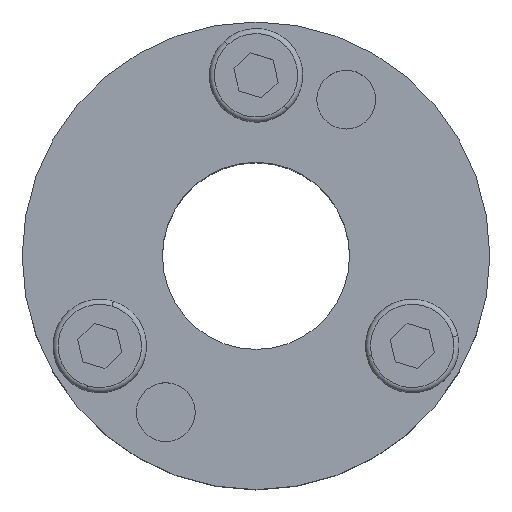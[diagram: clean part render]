
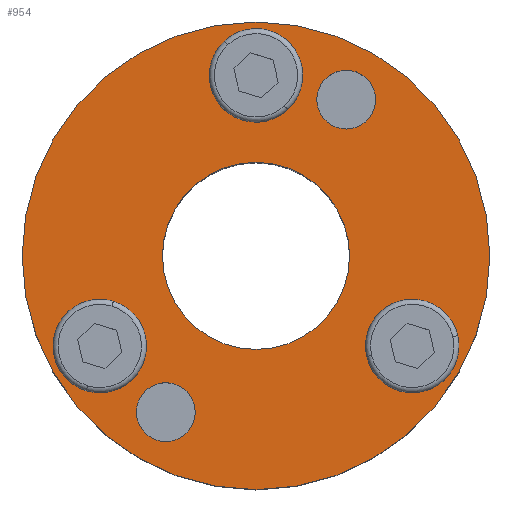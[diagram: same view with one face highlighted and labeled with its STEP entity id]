
A CAD part, top view. The second image highlights one B-rep face of the part: STEP entity #954.
In plain terms, the highlighted planar face has unit normal (0, 0, 1).
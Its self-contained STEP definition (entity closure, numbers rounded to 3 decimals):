
#7 = ORIENTED_EDGE ( 'NONE', *, *, #1095, .F. ) ;
#8 = ORIENTED_EDGE ( 'NONE', *, *, #682, .F. ) ;
#25 = VERTEX_POINT ( 'NONE', #1394 ) ;
#32 = EDGE_LOOP ( 'NONE', ( #1694, #7 ) ) ;
#52 = EDGE_CURVE ( 'NONE', #1211, #25, #1592, .T. ) ;
#70 = ORIENTED_EDGE ( 'NONE', *, *, #703, .F. ) ;
#76 = EDGE_CURVE ( 'NONE', #1484, #1210, #1867, .T. ) ;
#80 = EDGE_LOOP ( 'NONE', ( #1129, #396 ) ) ;
#81 = EDGE_LOOP ( 'NONE', ( #1190, #1745 ) ) ;
#85 = VERTEX_POINT ( 'NONE', #1942 ) ;
#99 = EDGE_LOOP ( 'NONE', ( #8, #930 ) ) ;
#100 = EDGE_CURVE ( 'NONE', #1167, #1044, #186, .T. ) ;
#109 = VERTEX_POINT ( 'NONE', #278 ) ;
#134 = EDGE_CURVE ( 'NONE', #504, #961, #1268, .T. ) ;
#186 = CIRCLE ( 'NONE', #187, 17.5 ) ;
#187 = AXIS2_PLACEMENT_3D ( 'NONE', #188, #189, #190 ) ;
#188 = CARTESIAN_POINT ( 'NONE',  ( 0., 0., 0. ) ) ;
#189 = DIRECTION ( 'NONE',  ( 0., 0., 1. ) ) ;
#190 = DIRECTION ( 'NONE',  ( 1., 0., 0. ) ) ;
#197 = CIRCLE ( 'NONE', #198, 7. ) ;
#198 = AXIS2_PLACEMENT_3D ( 'NONE', #199, #200, #201 ) ;
#199 = CARTESIAN_POINT ( 'NONE',  ( 0., 0., 0. ) ) ;
#200 = DIRECTION ( 'NONE',  ( 0., 0., 1. ) ) ;
#201 = DIRECTION ( 'NONE',  ( 1., 0., 0. ) ) ;
#207 = CIRCLE ( 'NONE', #208, 17.5 ) ;
#208 = AXIS2_PLACEMENT_3D ( 'NONE', #209, #210, #211 ) ;
#209 = CARTESIAN_POINT ( 'NONE',  ( 0., 0., 0. ) ) ;
#210 = DIRECTION ( 'NONE',  ( 0., 0., 1. ) ) ;
#211 = DIRECTION ( 'NONE',  ( 1., 0., 0. ) ) ;
#278 = CARTESIAN_POINT ( 'NONE',  ( -7., 0., 0. ) ) ;
#279 = CARTESIAN_POINT ( 'NONE',  ( 17.5, 0., 0. ) ) ;
#294 = CIRCLE ( 'NONE', #295, 2.2 ) ;
#295 = AXIS2_PLACEMENT_3D ( 'NONE', #296, #297, #298 ) ;
#296 = CARTESIAN_POINT ( 'NONE',  ( 11.691, -6.75, 0. ) ) ;
#297 = DIRECTION ( 'NONE',  ( 0., 0., 1. ) ) ;
#298 = DIRECTION ( 'NONE',  ( -0.5, -0.866, 0. ) ) ;
#396 = ORIENTED_EDGE ( 'NONE', *, *, #1047, .F. ) ;
#399 = CIRCLE ( 'NONE', #400, 2.2 ) ;
#400 = AXIS2_PLACEMENT_3D ( 'NONE', #401, #402, #403 ) ;
#401 = CARTESIAN_POINT ( 'NONE',  ( -11.691, -6.75, 0. ) ) ;
#402 = DIRECTION ( 'NONE',  ( 0., 0., 1. ) ) ;
#403 = DIRECTION ( 'NONE',  ( -0.5, 0.866, 0. ) ) ;
#434 = CARTESIAN_POINT ( 'NONE',  ( -8.95, -11.691, 0. ) ) ;
#504 = VERTEX_POINT ( 'NONE', #1478 ) ;
#682 = EDGE_CURVE ( 'NONE', #961, #504, #1563, .T. ) ;
#703 = EDGE_CURVE ( 'NONE', #109, #1764, #1569, .T. ) ;
#740 = EDGE_LOOP ( 'NONE', ( #1086, #985 ) ) ;
#906 = ORIENTED_EDGE ( 'NONE', *, *, #100, .T. ) ;
#930 = ORIENTED_EDGE ( 'NONE', *, *, #134, .F. ) ;
#947 = EDGE_CURVE ( 'NONE', #1210, #1484, #1791, .T. ) ;
#954 = ADVANCED_FACE ( 'NONE', ( #1834, #1835, #1836, #1837, #1838, #1839, #1840 ), #1841, .F. ) ;
#961 = VERTEX_POINT ( 'NONE', #1853 ) ;
#967 = EDGE_LOOP ( 'NONE', ( #1188, #906 ) ) ;
#985 = ORIENTED_EDGE ( 'NONE', *, *, #76, .F. ) ;
#1003 = ORIENTED_EDGE ( 'NONE', *, *, #1018, .F. ) ;
#1018 = EDGE_CURVE ( 'NONE', #1764, #109, #197, .T. ) ;
#1021 = EDGE_CURVE ( 'NONE', #1044, #1167, #207, .T. ) ;
#1044 = VERTEX_POINT ( 'NONE', #279 ) ;
#1047 = EDGE_CURVE ( 'NONE', #85, #1109, #294, .T. ) ;
#1086 = ORIENTED_EDGE ( 'NONE', *, *, #947, .F. ) ;
#1095 = EDGE_CURVE ( 'NONE', #25, #1211, #1660, .T. ) ;
#1109 = VERTEX_POINT ( 'NONE', #1258 ) ;
#1122 = EDGE_LOOP ( 'NONE', ( #1003, #70 ) ) ;
#1129 = ORIENTED_EDGE ( 'NONE', *, *, #1134, .F. ) ;
#1134 = EDGE_CURVE ( 'NONE', #1109, #85, #1413, .T. ) ;
#1167 = VERTEX_POINT ( 'NONE', #1674 ) ;
#1188 = ORIENTED_EDGE ( 'NONE', *, *, #1021, .T. ) ;
#1190 = ORIENTED_EDGE ( 'NONE', *, *, #1201, .F. ) ;
#1201 = EDGE_CURVE ( 'NONE', #1571, #1209, #1931, .T. ) ;
#1209 = VERTEX_POINT ( 'NONE', #1961 ) ;
#1210 = VERTEX_POINT ( 'NONE', #1962 ) ;
#1211 = VERTEX_POINT ( 'NONE', #1963 ) ;
#1258 = CARTESIAN_POINT ( 'NONE',  ( 13.891, -6.75, 0. ) ) ;
#1267 = CARTESIAN_POINT ( 'NONE',  ( 7., 0., 0. ) ) ;
#1268 = CIRCLE ( 'NONE', #1269, 2.2 ) ;
#1269 = AXIS2_PLACEMENT_3D ( 'NONE', #1270, #1271, #1272 ) ;
#1270 = CARTESIAN_POINT ( 'NONE',  ( 0., 13.5, 0. ) ) ;
#1271 = DIRECTION ( 'NONE',  ( 0., 0., 1. ) ) ;
#1272 = DIRECTION ( 'NONE',  ( 1., 0., 0. ) ) ;
#1394 = CARTESIAN_POINT ( 'NONE',  ( 4.55, 11.691, 0. ) ) ;
#1413 = CIRCLE ( 'NONE', #1414, 2.2 ) ;
#1414 = AXIS2_PLACEMENT_3D ( 'NONE', #1415, #1416, #1417 ) ;
#1415 = CARTESIAN_POINT ( 'NONE',  ( 11.691, -6.75, 0. ) ) ;
#1416 = DIRECTION ( 'NONE',  ( 0., 0., 1. ) ) ;
#1417 = DIRECTION ( 'NONE',  ( -0.5, -0.866, 0. ) ) ;
#1430 = EDGE_CURVE ( 'NONE', #1209, #1571, #399, .T. ) ;
#1478 = CARTESIAN_POINT ( 'NONE',  ( -2.2, 13.5, 0. ) ) ;
#1484 = VERTEX_POINT ( 'NONE', #434 ) ;
#1563 = CIRCLE ( 'NONE', #1564, 2.2 ) ;
#1564 = AXIS2_PLACEMENT_3D ( 'NONE', #1565, #1566, #1567 ) ;
#1565 = CARTESIAN_POINT ( 'NONE',  ( 0., 13.5, 0. ) ) ;
#1566 = DIRECTION ( 'NONE',  ( 0., 0., 1. ) ) ;
#1567 = DIRECTION ( 'NONE',  ( 1., 0., 0. ) ) ;
#1569 = CIRCLE ( 'NONE', #1570, 7. ) ;
#1570 = AXIS2_PLACEMENT_3D ( 'NONE', #1574, #1575, #1576 ) ;
#1571 = VERTEX_POINT ( 'NONE', #1643 ) ;
#1574 = CARTESIAN_POINT ( 'NONE',  ( 0., 0., 0. ) ) ;
#1575 = DIRECTION ( 'NONE',  ( 0., 0., 1. ) ) ;
#1576 = DIRECTION ( 'NONE',  ( 1., 0., 0. ) ) ;
#1592 = CIRCLE ( 'NONE', #1593, 2.2 ) ;
#1593 = AXIS2_PLACEMENT_3D ( 'NONE', #1594, #1595, #1596 ) ;
#1594 = CARTESIAN_POINT ( 'NONE',  ( 6.75, 11.691, 0. ) ) ;
#1595 = DIRECTION ( 'NONE',  ( 0., 0., 1. ) ) ;
#1596 = DIRECTION ( 'NONE',  ( 1., 0., 0. ) ) ;
#1643 = CARTESIAN_POINT ( 'NONE',  ( -9.491, -6.75, 0. ) ) ;
#1660 = CIRCLE ( 'NONE', #1661, 2.2 ) ;
#1661 = AXIS2_PLACEMENT_3D ( 'NONE', #1662, #1663, #1664 ) ;
#1662 = CARTESIAN_POINT ( 'NONE',  ( 6.75, 11.691, 0. ) ) ;
#1663 = DIRECTION ( 'NONE',  ( 0., 0., 1. ) ) ;
#1664 = DIRECTION ( 'NONE',  ( 1., 0., 0. ) ) ;
#1674 = CARTESIAN_POINT ( 'NONE',  ( -17.5, 0., 0. ) ) ;
#1694 = ORIENTED_EDGE ( 'NONE', *, *, #52, .F. ) ;
#1745 = ORIENTED_EDGE ( 'NONE', *, *, #1430, .F. ) ;
#1764 = VERTEX_POINT ( 'NONE', #1267 ) ;
#1791 = CIRCLE ( 'NONE', #1792, 2.2 ) ;
#1792 = AXIS2_PLACEMENT_3D ( 'NONE', #1793, #1794, #1795 ) ;
#1793 = CARTESIAN_POINT ( 'NONE',  ( -6.75, -11.691, 0. ) ) ;
#1794 = DIRECTION ( 'NONE',  ( 0., 0., 1. ) ) ;
#1795 = DIRECTION ( 'NONE',  ( 1., 0., 0. ) ) ;
#1834 = FACE_BOUND ( 'NONE', #740, .T. ) ;
#1835 = FACE_BOUND ( 'NONE', #32, .T. ) ;
#1836 = FACE_BOUND ( 'NONE', #81, .T. ) ;
#1837 = FACE_BOUND ( 'NONE', #80, .T. ) ;
#1838 = FACE_BOUND ( 'NONE', #99, .T. ) ;
#1839 = FACE_BOUND ( 'NONE', #1122, .T. ) ;
#1840 = FACE_OUTER_BOUND ( 'NONE', #967, .T. ) ;
#1841 = PLANE ( 'NONE',  #1842 ) ;
#1842 = AXIS2_PLACEMENT_3D ( 'NONE', #1843, #1844, #1845 ) ;
#1843 = CARTESIAN_POINT ( 'NONE',  ( 0., 17.5, 0. ) ) ;
#1844 = DIRECTION ( 'NONE',  ( 0., 0., -1. ) ) ;
#1845 = DIRECTION ( 'NONE',  ( -1., 0., 0. ) ) ;
#1853 = CARTESIAN_POINT ( 'NONE',  ( 2.2, 13.5, 0. ) ) ;
#1867 = CIRCLE ( 'NONE', #1868, 2.2 ) ;
#1868 = AXIS2_PLACEMENT_3D ( 'NONE', #1869, #1870, #1871 ) ;
#1869 = CARTESIAN_POINT ( 'NONE',  ( -6.75, -11.691, 0. ) ) ;
#1870 = DIRECTION ( 'NONE',  ( 0., 0., 1. ) ) ;
#1871 = DIRECTION ( 'NONE',  ( 1., 0., 0. ) ) ;
#1931 = CIRCLE ( 'NONE', #1932, 2.2 ) ;
#1932 = AXIS2_PLACEMENT_3D ( 'NONE', #1933, #1934, #1935 ) ;
#1933 = CARTESIAN_POINT ( 'NONE',  ( -11.691, -6.75, 0. ) ) ;
#1934 = DIRECTION ( 'NONE',  ( 0., 0., 1. ) ) ;
#1935 = DIRECTION ( 'NONE',  ( -0.5, 0.866, 0. ) ) ;
#1942 = CARTESIAN_POINT ( 'NONE',  ( 9.491, -6.75, 0. ) ) ;
#1961 = CARTESIAN_POINT ( 'NONE',  ( -13.891, -6.75, 0. ) ) ;
#1962 = CARTESIAN_POINT ( 'NONE',  ( -4.55, -11.691, 0. ) ) ;
#1963 = CARTESIAN_POINT ( 'NONE',  ( 8.95, 11.691, 0. ) ) ;
